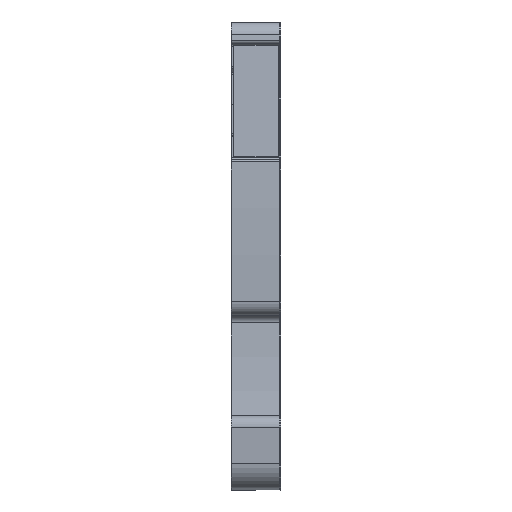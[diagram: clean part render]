
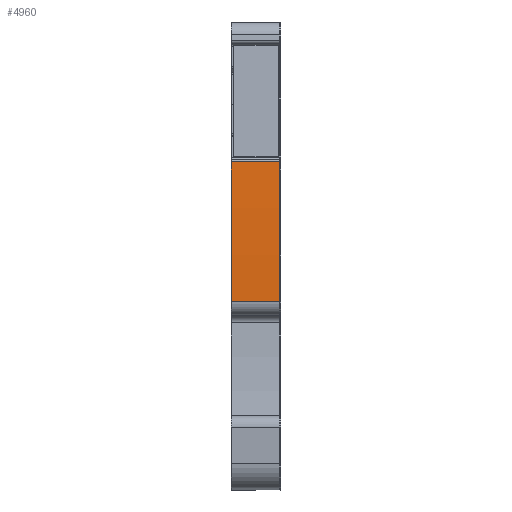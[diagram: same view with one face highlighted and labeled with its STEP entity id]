
A CAD part, front view. The second image highlights one B-rep face of the part: STEP entity #4960.
In plain terms, the highlighted cylindrical face has radius 122.182 mm (diameter 244.364 mm), a partial arc.
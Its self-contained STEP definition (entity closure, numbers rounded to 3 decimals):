
#4227=AXIS2_PLACEMENT_3D('Cylinder Axis2P3D',#4224,#4225,#4226) ;
#4921=AXIS2_PLACEMENT_3D('Circle Axis2P3D',#4919,#4920,$) ;
#4928=AXIS2_PLACEMENT_3D('Circle Axis2P3D',#4926,#4927,$) ;
#4942=AXIS2_PLACEMENT_3D('Circle Axis2P3D',#4940,#4941,$) ;
#4949=AXIS2_PLACEMENT_3D('Circle Axis2P3D',#4947,#4948,$) ;
#4224=CARTESIAN_POINT('Axis2P3D Location',(1.75,123.656,17.106)) ;
#4898=CARTESIAN_POINT('Vertex',(0.,1.637,23.414)) ;
#4902=CARTESIAN_POINT('Control Point',(0.,1.637,23.414)) ;
#4903=CARTESIAN_POINT('Control Point',(3.45,1.637,23.414)) ;
#4904=CARTESIAN_POINT('Vertex',(3.45,1.637,23.414)) ;
#4919=CARTESIAN_POINT('Axis2P3D Location',(0.,123.656,17.106)) ;
#4923=CARTESIAN_POINT('Vertex',(0.,1.528,13.45)) ;
#4926=CARTESIAN_POINT('Axis2P3D Location',(0.,123.656,17.106)) ;
#4930=CARTESIAN_POINT('Vertex',(0.,1.529,13.42)) ;
#4933=CARTESIAN_POINT('Line Origine',(1.75,1.529,13.42)) ;
#4937=CARTESIAN_POINT('Vertex',(3.45,1.529,13.42)) ;
#4940=CARTESIAN_POINT('Axis2P3D Location',(3.45,123.656,17.106)) ;
#4944=CARTESIAN_POINT('Vertex',(3.45,1.528,13.45)) ;
#4947=CARTESIAN_POINT('Axis2P3D Location',(3.45,123.656,17.106)) ;
#4225=DIRECTION('Axis2P3D Direction',(1.,0.,0.)) ;
#4226=DIRECTION('Axis2P3D XDirection',(0.,-0.992,0.126)) ;
#4920=DIRECTION('Axis2P3D Direction',(1.,0.,0.)) ;
#4927=DIRECTION('Axis2P3D Direction',(1.,0.,0.)) ;
#4934=DIRECTION('Vector Direction',(1.,0.,0.)) ;
#4941=DIRECTION('Axis2P3D Direction',(1.,0.,0.)) ;
#4948=DIRECTION('Axis2P3D Direction',(1.,0.,0.)) ;
#4935=VECTOR('Line Direction',#4934,1.) ;
#4953=ORIENTED_EDGE('',*,*,#4925,.T.) ;
#4954=ORIENTED_EDGE('',*,*,#4932,.T.) ;
#4955=ORIENTED_EDGE('',*,*,#4939,.T.) ;
#4956=ORIENTED_EDGE('',*,*,#4946,.T.) ;
#4957=ORIENTED_EDGE('',*,*,#4951,.T.) ;
#4958=ORIENTED_EDGE('',*,*,#4906,.F.) ;
#4960=ADVANCED_FACE('MLD_1',(#4959),#4228,.T.) ;
#4901=B_SPLINE_CURVE_WITH_KNOTS('',1,(#4902,#4903),.UNSPECIFIED.,.F.,.U.,(2,2),(0.,4.879),.UNSPECIFIED.) ;
#4922=CIRCLE('generated circle',#4921,122.182) ;
#4929=CIRCLE('generated circle',#4928,122.182) ;
#4943=CIRCLE('generated circle',#4942,122.182) ;
#4950=CIRCLE('generated circle',#4949,122.182) ;
#4228=CYLINDRICAL_SURFACE('generated cylinder',#4227,122.182) ;
#4906=EDGE_CURVE('',#4899,#4905,#4901,.T.) ;
#4925=EDGE_CURVE('',#4899,#4924,#4922,.T.) ;
#4932=EDGE_CURVE('',#4924,#4931,#4929,.T.) ;
#4939=EDGE_CURVE('',#4931,#4938,#4936,.T.) ;
#4946=EDGE_CURVE('',#4938,#4945,#4943,.F.) ;
#4951=EDGE_CURVE('',#4945,#4905,#4950,.F.) ;
#4952=EDGE_LOOP('',(#4953,#4954,#4955,#4956,#4957,#4958)) ;
#4959=FACE_OUTER_BOUND('',#4952,.T.) ;
#4936=LINE('Line',#4933,#4935) ;
#4899=VERTEX_POINT('',#4898) ;
#4905=VERTEX_POINT('',#4904) ;
#4924=VERTEX_POINT('',#4923) ;
#4931=VERTEX_POINT('',#4930) ;
#4938=VERTEX_POINT('',#4937) ;
#4945=VERTEX_POINT('',#4944) ;
